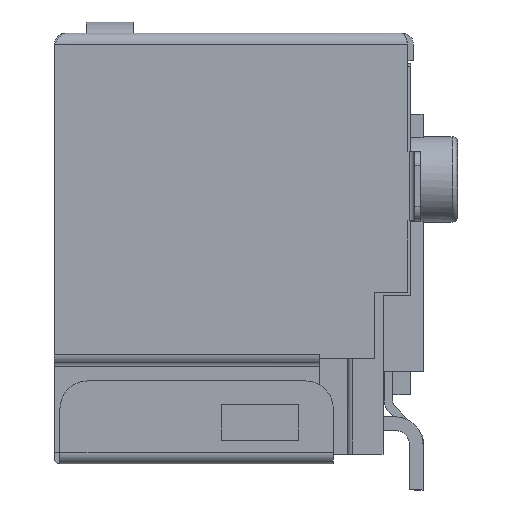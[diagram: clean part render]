
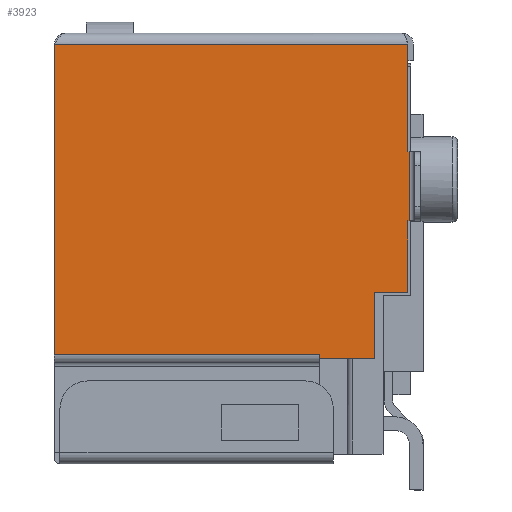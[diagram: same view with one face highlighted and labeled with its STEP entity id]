
A CAD part, left-side view. The second image highlights one B-rep face of the part: STEP entity #3923.
In plain terms, the highlighted planar face has unit normal (1, 0, 0).
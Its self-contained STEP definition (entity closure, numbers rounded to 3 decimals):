
#692=DIRECTION('',(0.,-1.,0.));
#693=VECTOR('',#692,2.);
#694=CARTESIAN_POINT('',(-8.2,3.3,-11.6));
#695=LINE('',#694,#693);
#696=DIRECTION('',(0.,0.,1.));
#697=VECTOR('',#696,2.5);
#698=CARTESIAN_POINT('',(-8.2,0.05,-6.6));
#699=LINE('',#698,#697);
#700=DIRECTION('',(0.,1.,0.));
#701=VECTOR('',#700,0.05);
#702=CARTESIAN_POINT('',(-8.2,0.05,-4.1));
#703=LINE('',#702,#701);
#704=DIRECTION('',(0.,0.,-1.));
#705=VECTOR('',#704,11.234);
#706=CARTESIAN_POINT('',(-8.2,12.9,-0.2));
#707=LINE('',#706,#705);
#708=DIRECTION('',(0.,0.,1.));
#709=VECTOR('',#708,0.166);
#710=CARTESIAN_POINT('',(-8.2,3.3,-11.6));
#711=LINE('',#710,#709);
#766=DIRECTION('',(0.,1.,0.));
#767=VECTOR('',#766,9.6);
#768=CARTESIAN_POINT('',(-8.2,3.3,-11.434));
#769=LINE('',#768,#767);
#872=DIRECTION('',(0.,0.,-1.));
#873=VECTOR('',#872,3.9);
#874=CARTESIAN_POINT('',(-8.2,0.1,-0.2));
#875=LINE('',#874,#873);
#924=DIRECTION('',(0.,1.,0.));
#925=VECTOR('',#924,0.05);
#926=CARTESIAN_POINT('',(-8.2,0.05,-6.6));
#927=LINE('',#926,#925);
#928=DIRECTION('',(0.,0.,-1.));
#929=VECTOR('',#928,2.6);
#930=CARTESIAN_POINT('',(-8.2,0.1,-6.6));
#931=LINE('',#930,#929);
#964=DIRECTION('',(0.,1.,0.));
#965=VECTOR('',#964,1.2);
#966=CARTESIAN_POINT('',(-8.2,0.1,-9.2));
#967=LINE('',#966,#965);
#976=DIRECTION('',(0.,0.,-1.));
#977=VECTOR('',#976,2.4);
#978=CARTESIAN_POINT('',(-8.2,1.3,-9.2));
#979=LINE('',#978,#977);
#1183=DIRECTION('',(0.,-1.,0.));
#1184=VECTOR('',#1183,12.8);
#1185=CARTESIAN_POINT('',(-8.2,12.9,-0.2));
#1186=LINE('',#1185,#1184);
#2652=CARTESIAN_POINT('',(-8.2,12.9,-0.2));
#2654=VERTEX_POINT('',#2652);
#2655=CARTESIAN_POINT('',(-8.2,12.9,-11.434));
#2656=VERTEX_POINT('',#2655);
#2675=CARTESIAN_POINT('',(-8.2,3.3,-11.6));
#2676=CARTESIAN_POINT('',(-8.2,3.3,-11.434));
#2677=VERTEX_POINT('',#2675);
#2678=VERTEX_POINT('',#2676);
#2679=CARTESIAN_POINT('',(-8.2,1.3,-11.6));
#2680=VERTEX_POINT('',#2679);
#2681=CARTESIAN_POINT('',(-8.2,1.3,-9.2));
#2682=VERTEX_POINT('',#2681);
#2683=CARTESIAN_POINT('',(-8.2,0.1,-9.2));
#2684=VERTEX_POINT('',#2683);
#2685=CARTESIAN_POINT('',(-8.2,0.1,-6.6));
#2686=VERTEX_POINT('',#2685);
#2687=CARTESIAN_POINT('',(-8.2,0.05,-6.6));
#2688=VERTEX_POINT('',#2687);
#2689=CARTESIAN_POINT('',(-8.2,0.05,-4.1));
#2690=VERTEX_POINT('',#2689);
#2691=CARTESIAN_POINT('',(-8.2,0.1,-4.1));
#2692=VERTEX_POINT('',#2691);
#2693=CARTESIAN_POINT('',(-8.2,0.1,-0.2));
#2694=VERTEX_POINT('',#2693);
#3893=CARTESIAN_POINT('',(-8.2,6.475,-5.9));
#3894=DIRECTION('',(1.,0.,0.));
#3895=DIRECTION('',(0.,0.,-1.));
#3896=AXIS2_PLACEMENT_3D('',#3893,#3894,#3895);
#3897=PLANE('',#3896);
#3899=ORIENTED_EDGE('',*,*,#3898,.F.);
#3901=ORIENTED_EDGE('',*,*,#3900,.T.);
#3903=ORIENTED_EDGE('',*,*,#3902,.F.);
#3905=ORIENTED_EDGE('',*,*,#3904,.F.);
#3907=ORIENTED_EDGE('',*,*,#3906,.F.);
#3909=ORIENTED_EDGE('',*,*,#3908,.F.);
#3911=ORIENTED_EDGE('',*,*,#3910,.T.);
#3913=ORIENTED_EDGE('',*,*,#3912,.T.);
#3915=ORIENTED_EDGE('',*,*,#3914,.F.);
#3917=ORIENTED_EDGE('',*,*,#3916,.F.);
#3918=ORIENTED_EDGE('',*,*,#3867,.T.);
#3920=ORIENTED_EDGE('',*,*,#3919,.F.);
#3921=EDGE_LOOP('',(#3899,#3901,#3903,#3905,#3907,#3909,#3911,#3913,#3915,#3917,
#3918,#3920));
#3922=FACE_OUTER_BOUND('',#3921,.F.);
#3923=ADVANCED_FACE('',(#3922),#3897,.T.);
#3867=EDGE_CURVE('',#2654,#2656,#707,.T.);
#3898=EDGE_CURVE('',#2677,#2678,#711,.T.);
#3900=EDGE_CURVE('',#2677,#2680,#695,.T.);
#3902=EDGE_CURVE('',#2682,#2680,#979,.T.);
#3904=EDGE_CURVE('',#2684,#2682,#967,.T.);
#3906=EDGE_CURVE('',#2686,#2684,#931,.T.);
#3908=EDGE_CURVE('',#2688,#2686,#927,.T.);
#3910=EDGE_CURVE('',#2688,#2690,#699,.T.);
#3912=EDGE_CURVE('',#2690,#2692,#703,.T.);
#3914=EDGE_CURVE('',#2694,#2692,#875,.T.);
#3916=EDGE_CURVE('',#2654,#2694,#1186,.T.);
#3919=EDGE_CURVE('',#2678,#2656,#769,.T.);
